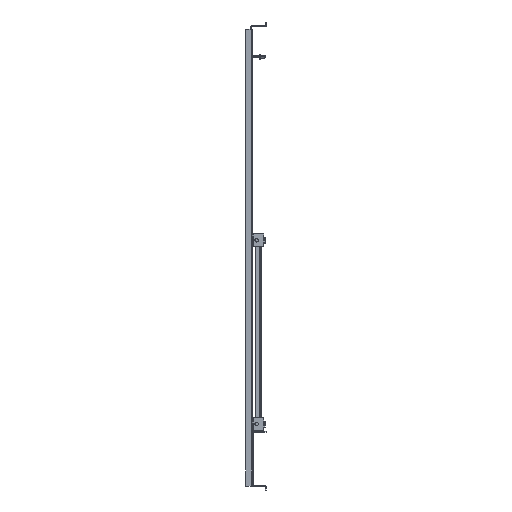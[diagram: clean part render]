
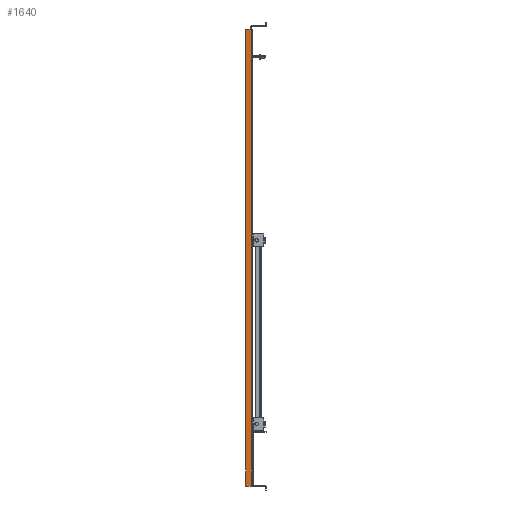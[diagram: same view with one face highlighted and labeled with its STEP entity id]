
A CAD part, left-side view. The second image highlights one B-rep face of the part: STEP entity #1640.
In plain terms, the highlighted planar face has unit normal (-1, 0, 0).
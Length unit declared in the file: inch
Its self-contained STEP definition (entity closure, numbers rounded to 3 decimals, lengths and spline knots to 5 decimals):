
#229 = PLANE ( 'NONE',  #8993 ) ;
#561 = VERTEX_POINT ( 'NONE', #5465 ) ;
#800 = CARTESIAN_POINT ( 'NONE',  ( -23., 1.937, 50.578 ) ) ;
#947 = DIRECTION ( 'NONE',  ( -1., 0., 0. ) ) ;
#1378 = VECTOR ( 'NONE', #2014, 39.37008 ) ;
#1455 = ORIENTED_EDGE ( 'NONE', *, *, #6535, .F. ) ;
#1556 = ORIENTED_EDGE ( 'NONE', *, *, #5883, .F. ) ;
#1640 = ADVANCED_FACE ( 'NONE', ( #6829 ), #229, .T. ) ;
#1906 = EDGE_CURVE ( 'NONE', #2585, #561, #4407, .T. ) ;
#1992 = DIRECTION ( 'NONE',  ( 0., 1., 0. ) ) ;
#2014 = DIRECTION ( 'NONE',  ( 0., -1., 0. ) ) ;
#2548 = EDGE_CURVE ( 'NONE', #2585, #4071, #8342, .T. ) ;
#2582 = VECTOR ( 'NONE', #5600, 39.37008 ) ;
#2585 = VERTEX_POINT ( 'NONE', #800 ) ;
#3475 = VECTOR ( 'NONE', #1992, 39.37008 ) ;
#3573 = CARTESIAN_POINT ( 'NONE',  ( -23., 1.247, -6.922 ) ) ;
#3703 = LINE ( 'NONE', #8948, #3475 ) ;
#3707 = VECTOR ( 'NONE', #6468, 39.37008 ) ;
#3841 = VERTEX_POINT ( 'NONE', #3573 ) ;
#4063 = ORIENTED_EDGE ( 'NONE', *, *, #2548, .T. ) ;
#4071 = VERTEX_POINT ( 'NONE', #5630 ) ;
#4407 = LINE ( 'NONE', #7630, #1378 ) ;
#4425 = EDGE_LOOP ( 'NONE', ( #7311, #4063, #1556, #1455 ) ) ;
#4480 = DIRECTION ( 'NONE',  ( 0., -1., 0. ) ) ;
#4505 = LINE ( 'NONE', #8392, #2582 ) ;
#5465 = CARTESIAN_POINT ( 'NONE',  ( -23., 1.247, 50.578 ) ) ;
#5600 = DIRECTION ( 'NONE',  ( 0., 0., -1. ) ) ;
#5630 = CARTESIAN_POINT ( 'NONE',  ( -23., 1.937, -6.922 ) ) ;
#5883 = EDGE_CURVE ( 'NONE', #3841, #4071, #3703, .T. ) ;
#6468 = DIRECTION ( 'NONE',  ( 0., 0., -1. ) ) ;
#6535 = EDGE_CURVE ( 'NONE', #561, #3841, #4505, .T. ) ;
#6829 = FACE_OUTER_BOUND ( 'NONE', #4425, .T. ) ;
#7311 = ORIENTED_EDGE ( 'NONE', *, *, #1906, .F. ) ;
#7630 = CARTESIAN_POINT ( 'NONE',  ( -23., 1.187, 50.578 ) ) ;
#8000 = CARTESIAN_POINT ( 'NONE',  ( -23., 1.937, 50.578 ) ) ;
#8342 = LINE ( 'NONE', #8000, #3707 ) ;
#8392 = CARTESIAN_POINT ( 'NONE',  ( -23., 1.247, 50.578 ) ) ;
#8664 = CARTESIAN_POINT ( 'NONE',  ( -23., 1.1725, -6.922 ) ) ;
#8948 = CARTESIAN_POINT ( 'NONE',  ( -23., 1.187, -6.922 ) ) ;
#8993 = AXIS2_PLACEMENT_3D ( 'NONE', #8664, #947, #4480 ) ;
